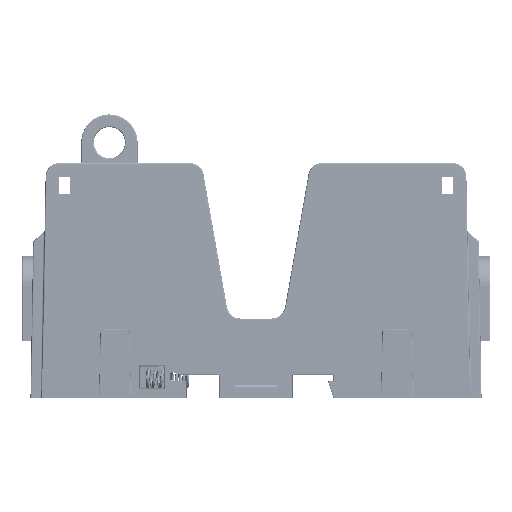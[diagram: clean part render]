
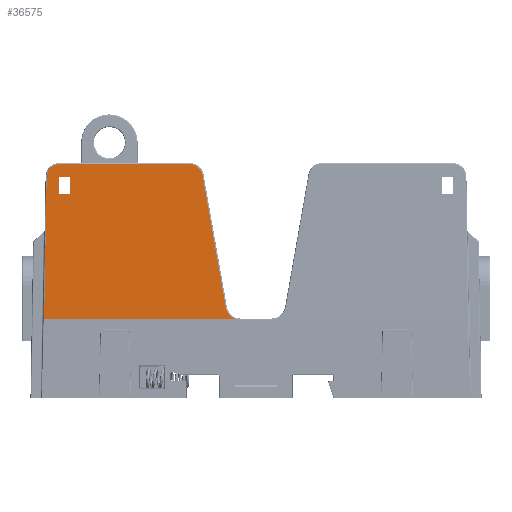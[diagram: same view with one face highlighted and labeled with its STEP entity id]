
A CAD part, front view. The second image highlights one B-rep face of the part: STEP entity #36575.
In plain terms, the highlighted planar face has unit normal (0, -1, 0.009).
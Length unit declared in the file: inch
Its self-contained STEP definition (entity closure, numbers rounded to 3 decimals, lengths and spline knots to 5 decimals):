
#186 = ORIENTED_EDGE ( 'NONE', *, *, #54954, .T. ) ;
#357 = EDGE_LOOP ( 'NONE', ( #7050, #7442, #41809, #49962, #5332, #32381, #17046, #186 ) ) ;
#417 = CARTESIAN_POINT ( 'NONE',  ( -1.75, -0.57905, 1.955 ) ) ;
#672 = DIRECTION ( 'NONE',  ( -0.174, 0.009, 0.985 ) ) ;
#814 = CARTESIAN_POINT ( 'NONE',  ( -0.26806, -0.58911, 0.80164 ) ) ;
#1356 = VERTEX_POINT ( 'NONE', #31154 ) ;
#2201 = CARTESIAN_POINT ( 'NONE',  ( -0.22997, -0.58984, 0.71793 ) ) ;
#2399 = DIRECTION ( 'NONE',  ( -1., 0., 0. ) ) ;
#3105 =( BOUNDED_CURVE ( )  B_SPLINE_CURVE ( 3, ( #36912, #53689, #9056, #14049 ),
 .UNSPECIFIED., .F., .T. ) 
 B_SPLINE_CURVE_WITH_KNOTS ( ( 4, 4 ),
 ( 3.14159, 4.69494 ),
 .UNSPECIFIED. ) 
 CURVE ( )  GEOMETRIC_REPRESENTATION_ITEM ( )  RATIONAL_B_SPLINE_CURVE ( ( 1., 0.809, 0.809, 1. ) ) 
 REPRESENTATION_ITEM ( '' )  );
#4263 = LINE ( 'NONE', #22177, #12654 ) ;
#4513 = B_SPLINE_CURVE_WITH_KNOTS ( 'NONE', 3,
 ( #55060, #36835, #32745, #40979, #32145, #23054, #5721, #46563, #14248, #50079, #37134, #33024, #14849, #50943, #50662, #19228 ),
 .UNSPECIFIED., .F., .F.,
 ( 4, 3, 3, 3, 3, 4 ),
 ( 0., 0., 0., 0., 0., 0. ),
 .UNSPECIFIED. ) ;
#4830 = VERTEX_POINT ( 'NONE', #54022 ) ;
#5332 = ORIENTED_EDGE ( 'NONE', *, *, #27914, .T. ) ;
#5721 = CARTESIAN_POINT ( 'NONE',  ( -0.18602, -0.59, 0.70001 ) ) ;
#6944 = CARTESIAN_POINT ( 'NONE',  ( -0.58822, -0.57804, 2.07009 ) ) ;
#7050 = ORIENTED_EDGE ( 'NONE', *, *, #15465, .T. ) ;
#7324 =( BOUNDED_CURVE ( )  B_SPLINE_CURVE ( 3, ( #51566, #2201, #11908, #11319 ),
 .UNSPECIFIED., .F., .F. ) 
 B_SPLINE_CURVE_WITH_KNOTS ( ( 4, 4 ),
 ( 0.38634, 1.39626 ),
 .UNSPECIFIED. ) 
 CURVE ( )  GEOMETRIC_REPRESENTATION_ITEM ( )  RATIONAL_B_SPLINE_CURVE ( ( 1., 0.917, 0.917, 1. ) ) 
 REPRESENTATION_ITEM ( '' )  );
#7442 = ORIENTED_EDGE ( 'NONE', *, *, #20493, .T. ) ;
#8743 = CARTESIAN_POINT ( 'NONE',  ( -1.74086, -0.57804, 2.07009 ) ) ;
#9056 = CARTESIAN_POINT ( 'NONE',  ( -1.85468, -0.57845, 2.02352 ) ) ;
#9130 = EDGE_CURVE ( 'NONE', #30005, #4830, #4263, .T. ) ;
#9785 = LINE ( 'NONE', #49460, #58120 ) ;
#10359 = CARTESIAN_POINT ( 'NONE',  ( -0.47497, -0.57887, 1.97506 ) ) ;
#10461 = EDGE_CURVE ( 'NONE', #4830, #1356, #40488, .T. ) ;
#10546 = VERTEX_POINT ( 'NONE', #49325 ) ;
#10823 = ORIENTED_EDGE ( 'NONE', *, *, #55489, .T. ) ;
#11210 = EDGE_CURVE ( 'NONE', #18374, #55267, #7324, .T. ) ;
#11319 = CARTESIAN_POINT ( 'NONE',  ( -0.26806, -0.58911, 0.80164 ) ) ;
#11439 = LINE ( 'NONE', #16449, #16600 ) ;
#11908 = CARTESIAN_POINT ( 'NONE',  ( -0.25981, -0.58952, 0.75488 ) ) ;
#12654 = VECTOR ( 'NONE', #58021, 39.37008 ) ;
#14049 = CARTESIAN_POINT ( 'NONE',  ( -1.85584, -0.57903, 1.95709 ) ) ;
#14123 = CARTESIAN_POINT ( 'NONE',  ( -1.75, -0.58036, 1.805 ) ) ;
#14248 = CARTESIAN_POINT ( 'NONE',  ( -0.186, -0.59, 0.70001 ) ) ;
#14419 = FACE_BOUND ( 'NONE', #48011, .T. ) ;
#14849 = CARTESIAN_POINT ( 'NONE',  ( -0.18598, -0.59, 0.70003 ) ) ;
#15465 = EDGE_CURVE ( 'NONE', #31160, #37526, #57946, .T. ) ;
#16449 = CARTESIAN_POINT ( 'NONE',  ( -1.87778, -0.59, 0.69983 ) ) ;
#16600 = VECTOR ( 'NONE', #38444, 39.37008 ) ;
#17046 = ORIENTED_EDGE ( 'NONE', *, *, #31356, .T. ) ;
#18179 = DIRECTION ( 'NONE',  ( 0., -0.009, -1. ) ) ;
#18374 = VERTEX_POINT ( 'NONE', #42111 ) ;
#19120 = ORIENTED_EDGE ( 'NONE', *, *, #10461, .T. ) ;
#19228 = CARTESIAN_POINT ( 'NONE',  ( -0.18598, -0.59, 0.70004 ) ) ;
#19803 = CARTESIAN_POINT ( 'NONE',  ( -1.74086, -0.57804, 2.07009 ) ) ;
#19956 = CARTESIAN_POINT ( 'NONE',  ( -0.58822, -0.57804, 2.07009 ) ) ;
#20383 = VECTOR ( 'NONE', #56775, 39.37008 ) ;
#20486 = CARTESIAN_POINT ( 'NONE',  ( -1.75, -0.59, 0.7 ) ) ;
#20493 = EDGE_CURVE ( 'NONE', #37526, #18374, #4513, .T. ) ;
#20828 = CARTESIAN_POINT ( 'NONE',  ( -0.52983, -0.57804, 2.07009 ) ) ;
#21049 = LINE ( 'NONE', #20486, #42915 ) ;
#22177 = CARTESIAN_POINT ( 'NONE',  ( -1.88778, -0.57905, 1.955 ) ) ;
#22799 = VERTEX_POINT ( 'NONE', #6944 ) ;
#22845 = VECTOR ( 'NONE', #26653, 39.37008 ) ;
#23054 = CARTESIAN_POINT ( 'NONE',  ( -0.18603, -0.59, 0.70001 ) ) ;
#24952 = CARTESIAN_POINT ( 'NONE',  ( -0.47497, -0.57887, 1.97506 ) ) ;
#26653 = DIRECTION ( 'NONE',  ( -1., 0., 0. ) ) ;
#27461 = VERTEX_POINT ( 'NONE', #19803 ) ;
#27914 = EDGE_CURVE ( 'NONE', #33676, #22799, #45861, .T. ) ;
#28493 = DIRECTION ( 'NONE',  ( 0., -1., 0.009 ) ) ;
#28801 = PLANE ( 'NONE',  #43358 ) ;
#29339 = CARTESIAN_POINT ( 'NONE',  ( -0.4851, -0.57837, 2.03256 ) ) ;
#30005 = VERTEX_POINT ( 'NONE', #417 ) ;
#31154 = CARTESIAN_POINT ( 'NONE',  ( -1.65, -0.58036, 1.805 ) ) ;
#31160 = VERTEX_POINT ( 'NONE', #42003 ) ;
#31356 = EDGE_CURVE ( 'NONE', #27461, #10546, #3105, .T. ) ;
#32145 = CARTESIAN_POINT ( 'NONE',  ( -0.18604, -0.59, 0.7 ) ) ;
#32319 = CARTESIAN_POINT ( 'NONE',  ( -1.88778, -0.59, 0.7 ) ) ;
#32381 = ORIENTED_EDGE ( 'NONE', *, *, #48912, .T. ) ;
#32745 = CARTESIAN_POINT ( 'NONE',  ( -0.18607, -0.59, 0.7 ) ) ;
#33024 = CARTESIAN_POINT ( 'NONE',  ( -0.18599, -0.59, 0.70003 ) ) ;
#33254 = LINE ( 'NONE', #51179, #40495 ) ;
#33501 = EDGE_CURVE ( 'NONE', #55267, #33676, #9785, .T. ) ;
#33676 = VERTEX_POINT ( 'NONE', #10359 ) ;
#35465 = LINE ( 'NONE', #8743, #22845 ) ;
#36192 = EDGE_CURVE ( 'NONE', #1356, #43801, #33254, .T. ) ;
#36575 = ADVANCED_FACE ( 'NONE', ( #14419, #41719 ), #28801, .T. ) ;
#36835 = CARTESIAN_POINT ( 'NONE',  ( -0.18609, -0.59, 0.7 ) ) ;
#36912 = CARTESIAN_POINT ( 'NONE',  ( -1.74086, -0.57804, 2.07009 ) ) ;
#37003 = DIRECTION ( 'NONE',  ( 0., -0.009, -1. ) ) ;
#37134 = CARTESIAN_POINT ( 'NONE',  ( -0.18599, -0.59, 0.70002 ) ) ;
#37526 = VERTEX_POINT ( 'NONE', #43036 ) ;
#37672 = VECTOR ( 'NONE', #18179, 39.37008 ) ;
#38323 = ORIENTED_EDGE ( 'NONE', *, *, #36192, .T. ) ;
#38444 = DIRECTION ( 'NONE',  ( -0.017, -0.009, -1. ) ) ;
#39333 = CARTESIAN_POINT ( 'NONE',  ( -1.65, -0.59, 0.7 ) ) ;
#40488 = LINE ( 'NONE', #39333, #37672 ) ;
#40495 = VECTOR ( 'NONE', #2399, 39.37008 ) ;
#40979 = CARTESIAN_POINT ( 'NONE',  ( -0.18606, -0.59, 0.7 ) ) ;
#41719 = FACE_OUTER_BOUND ( 'NONE', #357, .T. ) ;
#41809 = ORIENTED_EDGE ( 'NONE', *, *, #11210, .T. ) ;
#42003 = CARTESIAN_POINT ( 'NONE',  ( -1.87778, -0.59, 0.7 ) ) ;
#42111 = CARTESIAN_POINT ( 'NONE',  ( -0.18598, -0.59, 0.70004 ) ) ;
#42915 = VECTOR ( 'NONE', #51902, 39.37008 ) ;
#43036 = CARTESIAN_POINT ( 'NONE',  ( -0.1861, -0.59, 0.7 ) ) ;
#43358 = AXIS2_PLACEMENT_3D ( 'NONE', #32319, #28493, #37003 ) ;
#43801 = VERTEX_POINT ( 'NONE', #14123 ) ;
#45861 =( BOUNDED_CURVE ( )  B_SPLINE_CURVE ( 3, ( #24952, #29339, #20828, #19956 ),
 .UNSPECIFIED., .F., .F. ) 
 B_SPLINE_CURVE_WITH_KNOTS ( ( 4, 4 ),
 ( 1.74533, 3.14159 ),
 .UNSPECIFIED. ) 
 CURVE ( )  GEOMETRIC_REPRESENTATION_ITEM ( )  RATIONAL_B_SPLINE_CURVE ( ( 1., 0.844, 0.844, 1. ) ) 
 REPRESENTATION_ITEM ( '' )  );
#46563 = CARTESIAN_POINT ( 'NONE',  ( -0.18601, -0.59, 0.70001 ) ) ;
#48011 = EDGE_LOOP ( 'NONE', ( #38323, #10823, #53528, #19120 ) ) ;
#48912 = EDGE_CURVE ( 'NONE', #22799, #27461, #35465, .T. ) ;
#49325 = CARTESIAN_POINT ( 'NONE',  ( -1.85584, -0.57903, 1.95709 ) ) ;
#49460 = CARTESIAN_POINT ( 'NONE',  ( -0.29952, -0.58756, 0.98003 ) ) ;
#49962 = ORIENTED_EDGE ( 'NONE', *, *, #33501, .T. ) ;
#50079 = CARTESIAN_POINT ( 'NONE',  ( -0.186, -0.59, 0.70002 ) ) ;
#50662 = CARTESIAN_POINT ( 'NONE',  ( -0.18598, -0.59, 0.70003 ) ) ;
#50943 = CARTESIAN_POINT ( 'NONE',  ( -0.18598, -0.59, 0.70003 ) ) ;
#51179 = CARTESIAN_POINT ( 'NONE',  ( -1.88778, -0.58036, 1.805 ) ) ;
#51566 = CARTESIAN_POINT ( 'NONE',  ( -0.18598, -0.59, 0.70004 ) ) ;
#51902 = DIRECTION ( 'NONE',  ( 0., 0.009, 1. ) ) ;
#52672 = CARTESIAN_POINT ( 'NONE',  ( -1.9, -0.59, 0.7 ) ) ;
#53528 = ORIENTED_EDGE ( 'NONE', *, *, #9130, .T. ) ;
#53689 = CARTESIAN_POINT ( 'NONE',  ( -1.80729, -0.57804, 2.07009 ) ) ;
#54022 = CARTESIAN_POINT ( 'NONE',  ( -1.65, -0.57905, 1.955 ) ) ;
#54954 = EDGE_CURVE ( 'NONE', #10546, #31160, #11439, .T. ) ;
#55060 = CARTESIAN_POINT ( 'NONE',  ( -0.1861, -0.59, 0.7 ) ) ;
#55267 = VERTEX_POINT ( 'NONE', #814 ) ;
#55489 = EDGE_CURVE ( 'NONE', #43801, #30005, #21049, .T. ) ;
#56775 = DIRECTION ( 'NONE',  ( 1., 0., 0. ) ) ;
#57946 = LINE ( 'NONE', #52672, #20383 ) ;
#58021 = DIRECTION ( 'NONE',  ( 1., 0., 0. ) ) ;
#58120 = VECTOR ( 'NONE', #672, 39.37008 ) ;
